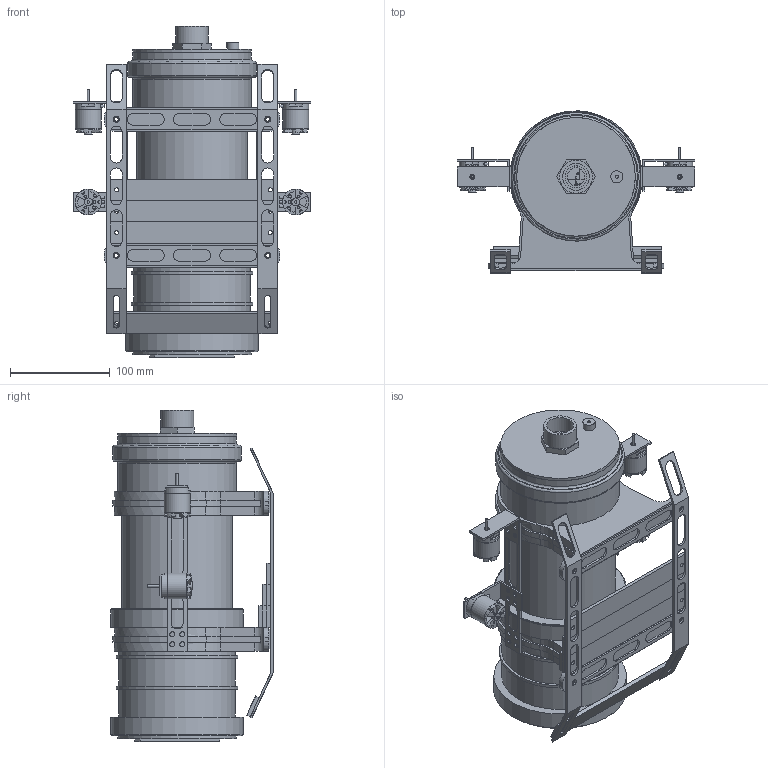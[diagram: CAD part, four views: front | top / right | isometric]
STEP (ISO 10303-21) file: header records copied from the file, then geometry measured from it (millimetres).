
FILE_DESCRIPTION(/* description */ (''),/* implementation_level */ '2;1');
FILE_NAME(/* name */ 'ROVassembly.stp',/* time_stamp */ '2016-08-27T16:39:42+01:00',/* author */ ('Artur'),/* organization */ (''),/* preprocessor_version */ 'ST-DEVELOPER v16.1',/* originating_system */ 'Autodesk Inventor 2016',/* authorisation */ '');
FILE_SCHEMA (('AUTOMOTIVE_DESIGN { 1 0 10303 214 3 1 1 }'));
Length unit declared in the file: millimetre
Products named in the file (32): hullPipe; longitudinal - bottom; longitudinal - top; transverse; arduinoShelf; ArduinoUno; ESC; usbRangeExtender; camera; Motor; usbHubSmall; miniRelay; aftPlug; PVCConnectorFemale3_4inch; frameMount; plexiglassWindow; transverseClipStiffener; sled; 30PSIPressureSensor; doubleSocketPipe; PVCConnectorMale3_4inch; socketBracket; motorBracket; brushlessMotorControlBoard; sideLongitudinal; CommonGNDVDD; fwdPlug; ballastBarSmall; ballastBar; ROVassembly.ElectronicsHarness; ROVassembly.ElectronicsHarness_1; ROVassembly
Assembly tree (72 placements, depth 3):
  ROVassembly
    hullPipe
    longitudinal - bottom  x2
    longitudinal - top  x2
    transverse  x8
    arduinoShelf
    ArduinoUno
    ESC  x4
    usbRangeExtender
    camera
    Motor  x4
    usbHubSmall
    miniRelay  x8
    aftPlug
    PVCConnectorFemale3_4inch
    frameMount  x7
    plexiglassWindow
    transverseClipStiffener  x2
    sled  x2
    30PSIPressureSensor
    doubleSocketPipe
    PVCConnectorMale3_4inch
    socketBracket  x2
    motorBracket  x4
    brushlessMotorControlBoard
    sideLongitudinal  x2
    ROVassembly.ElectronicsHarness_1
      ROVassembly.ElectronicsHarness
    CommonGNDVDD  x2
    fwdPlug
    ballastBarSmall
    ballastBar  x6
Bounding box: 238 x 162.67 x 332 mm (x, y, z)
Volume: 1618011.2 mm3; surface area: 824370.4 mm2
Topology: 130 solids, 151 shells, 2217 faces, 6818 edges, 5007 vertices
Faces by surface type: plane 1697, cylinder 474, bspline 37, torus 6, cone 3
Full cylindrical faces by diameter (mm): 0.9 x8, 1 x40, 1.1 x4, 1.5 x16, 2 x13, 2.5 x32, 3 x82, 3.2 x4, 3.5 x12, 4 x22, 5 x61, 6 x8, 8 x4, 12 x1, 12.2 x1, 13.3 x1, 15 x1, 17 x1, 18 x1, 21 x8, 21.5 x1, 22 x1, 23 x5, 26 x14, 27 x1, 33 x2, 103 x2, 104 x2, 109 x2, 111 x5
Entity records: 46528 total; most frequent: CARTESIAN_POINT 13181, ORIENTED_EDGE 6810, DIRECTION 5622, EDGE_CURVE 3425, VERTEX_POINT 2763, LINE 2284, VECTOR 2284, EDGE_LOOP 1707
